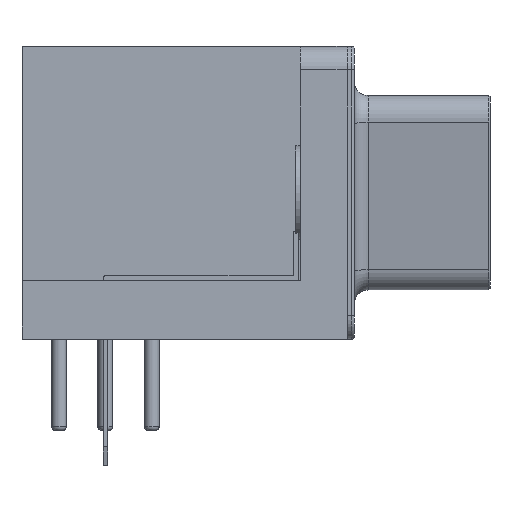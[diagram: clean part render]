
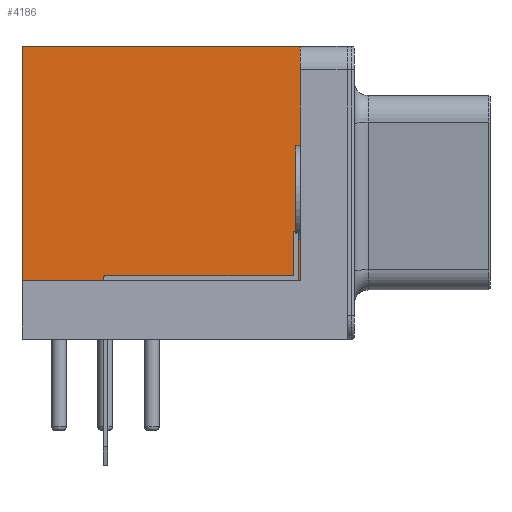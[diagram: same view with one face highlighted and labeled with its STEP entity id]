
A CAD part, left-side view. The second image highlights one B-rep face of the part: STEP entity #4186.
In plain terms, the highlighted planar face has unit normal (-1, 0, 0).
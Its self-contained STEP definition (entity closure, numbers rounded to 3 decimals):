
#3457 = VERTEX_POINT('',#3458);
#3458 = CARTESIAN_POINT('',(-5.513,1.58,12.5));
#3464 = EDGE_CURVE('',#3465,#3457,#3467,.T.);
#3465 = VERTEX_POINT('',#3466);
#3466 = CARTESIAN_POINT('',(-5.513,-10.31,12.5));
#3467 = LINE('',#3468,#3469);
#3468 = CARTESIAN_POINT('',(-5.513,-11.31,12.5));
#3469 = VECTOR('',#3470,1.);
#3470 = DIRECTION('',(0.,1.,0.));
#4156 = VERTEX_POINT('',#4157);
#4157 = CARTESIAN_POINT('',(-5.513,-10.31,2.5));
#4163 = EDGE_CURVE('',#4156,#3465,#4164,.T.);
#4164 = LINE('',#4165,#4166);
#4165 = CARTESIAN_POINT('',(-5.513,-10.31,2.5));
#4166 = VECTOR('',#4167,1.);
#4167 = DIRECTION('',(0.,0.,1.));
#4186 = ADVANCED_FACE('',(#4187),#4205,.F.);
#4187 = FACE_BOUND('',#4188,.F.);
#4188 = EDGE_LOOP('',(#4189,#4190,#4198,#4204));
#4189 = ORIENTED_EDGE('',*,*,#4163,.F.);
#4190 = ORIENTED_EDGE('',*,*,#4191,.T.);
#4191 = EDGE_CURVE('',#4156,#4192,#4194,.T.);
#4192 = VERTEX_POINT('',#4193);
#4193 = CARTESIAN_POINT('',(-5.513,1.58,2.5));
#4194 = LINE('',#4195,#4196);
#4195 = CARTESIAN_POINT('',(-5.513,-10.31,2.5));
#4196 = VECTOR('',#4197,1.);
#4197 = DIRECTION('',(-0.,1.,0.));
#4198 = ORIENTED_EDGE('',*,*,#4199,.T.);
#4199 = EDGE_CURVE('',#4192,#3457,#4200,.T.);
#4200 = LINE('',#4201,#4202);
#4201 = CARTESIAN_POINT('',(-5.513,1.58,4.375));
#4202 = VECTOR('',#4203,1.);
#4203 = DIRECTION('',(0.,0.,1.));
#4204 = ORIENTED_EDGE('',*,*,#3464,.F.);
#4205 = PLANE('',#4206);
#4206 = AXIS2_PLACEMENT_3D('',#4207,#4208,#4209);
#4207 = CARTESIAN_POINT('',(-5.513,-10.31,2.5));
#4208 = DIRECTION('',(1.,0.,0.));
#4209 = DIRECTION('',(0.,0.,1.));
